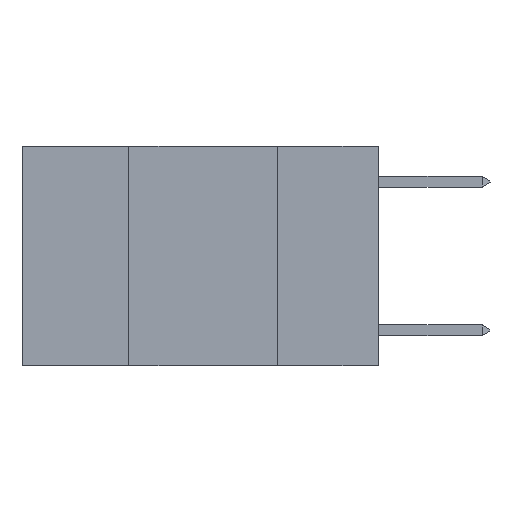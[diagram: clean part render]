
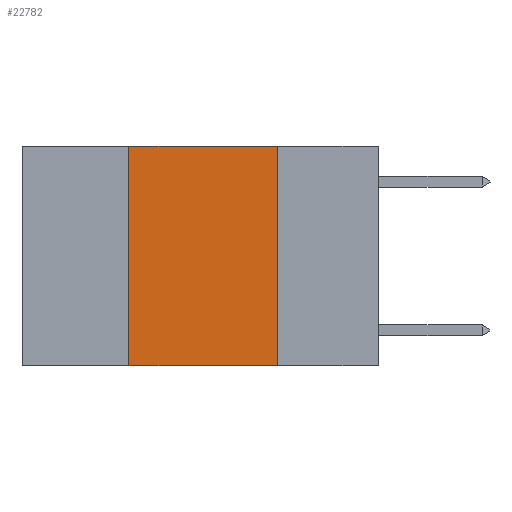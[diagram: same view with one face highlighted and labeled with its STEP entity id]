
A CAD part, left-side view. The second image highlights one B-rep face of the part: STEP entity #22782.
In plain terms, the highlighted planar face has unit normal (-1, 0, 0).
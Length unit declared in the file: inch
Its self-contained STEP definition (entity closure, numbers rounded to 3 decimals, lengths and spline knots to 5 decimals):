
#593 = VECTOR ( 'NONE', #25147, 39.37008 ) ;
#1303 = DIRECTION ( 'NONE',  ( 0., -1., 0. ) ) ;
#1693 = CARTESIAN_POINT ( 'NONE',  ( 0., 0.42, 0. ) ) ;
#2356 = VECTOR ( 'NONE', #29399, 39.37008 ) ;
#2914 = DIRECTION ( 'NONE',  ( 0., 0., -1. ) ) ;
#3006 = CARTESIAN_POINT ( 'NONE',  ( 0., 0.42, 0. ) ) ;
#3362 = FACE_OUTER_BOUND ( 'NONE', #17980, .T. ) ;
#5342 = CARTESIAN_POINT ( 'NONE',  ( 0., 0.6, 0. ) ) ;
#6186 = LINE ( 'NONE', #29103, #2356 ) ;
#8077 = PLANE ( 'NONE',  #18401 ) ;
#8848 = EDGE_CURVE ( 'NONE', #11437, #27686, #22155, .T. ) ;
#11437 = VERTEX_POINT ( 'NONE', #3006 ) ;
#12039 = CARTESIAN_POINT ( 'NONE',  ( 0., 0.17, -0.37 ) ) ;
#13272 = ORIENTED_EDGE ( 'NONE', *, *, #8848, .F. ) ;
#13779 = CARTESIAN_POINT ( 'NONE',  ( 0., 0.42, -0.37 ) ) ;
#13950 = EDGE_CURVE ( 'NONE', #13994, #11437, #25296, .T. ) ;
#13994 = VERTEX_POINT ( 'NONE', #13779 ) ;
#17726 = LINE ( 'NONE', #29678, #22914 ) ;
#17779 = ORIENTED_EDGE ( 'NONE', *, *, #13950, .F. ) ;
#17980 = EDGE_LOOP ( 'NONE', ( #29321, #13272, #17779, #19224 ) ) ;
#18401 = AXIS2_PLACEMENT_3D ( 'NONE', #5342, #24208, #2914 ) ;
#19224 = ORIENTED_EDGE ( 'NONE', *, *, #27231, .T. ) ;
#19323 = VECTOR ( 'NONE', #1303, 39.37008 ) ;
#22155 = LINE ( 'NONE', #22288, #19323 ) ;
#22288 = CARTESIAN_POINT ( 'NONE',  ( 0., 0.6, 0. ) ) ;
#22782 = ADVANCED_FACE ( 'NONE', ( #3362 ), #8077, .F. ) ;
#22914 = VECTOR ( 'NONE', #27088, 39.37008 ) ;
#24208 = DIRECTION ( 'NONE',  ( 1., 0., 0. ) ) ;
#25147 = DIRECTION ( 'NONE',  ( 0., 0., 1. ) ) ;
#25296 = LINE ( 'NONE', #1693, #593 ) ;
#27088 = DIRECTION ( 'NONE',  ( 0., 0., -1. ) ) ;
#27170 = EDGE_CURVE ( 'NONE', #27686, #28390, #17726, .T. ) ;
#27195 = CARTESIAN_POINT ( 'NONE',  ( 0., 0.17, 0. ) ) ;
#27231 = EDGE_CURVE ( 'NONE', #13994, #28390, #6186, .T. ) ;
#27686 = VERTEX_POINT ( 'NONE', #27195 ) ;
#28390 = VERTEX_POINT ( 'NONE', #12039 ) ;
#29103 = CARTESIAN_POINT ( 'NONE',  ( 0., 0.6, -0.37 ) ) ;
#29321 = ORIENTED_EDGE ( 'NONE', *, *, #27170, .F. ) ;
#29399 = DIRECTION ( 'NONE',  ( 0., -1., 0. ) ) ;
#29678 = CARTESIAN_POINT ( 'NONE',  ( 0., 0.17, 0. ) ) ;
